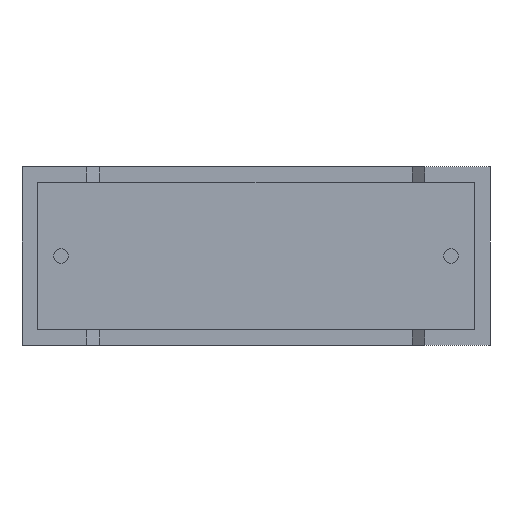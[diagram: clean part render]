
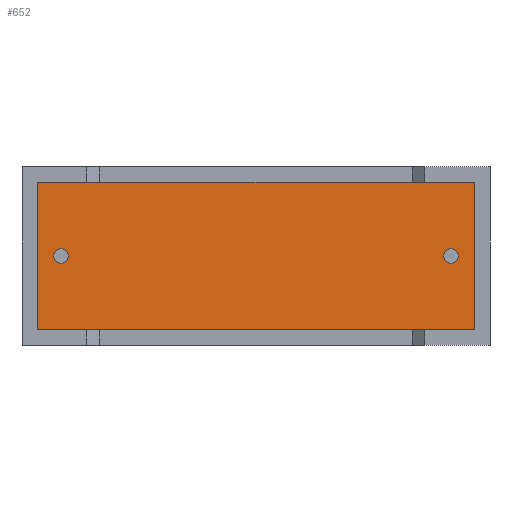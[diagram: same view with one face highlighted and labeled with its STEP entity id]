
A CAD part, front view. The second image highlights one B-rep face of the part: STEP entity #652.
In plain terms, the highlighted planar face has unit normal (0, -1, 0).
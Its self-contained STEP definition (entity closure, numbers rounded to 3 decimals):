
#44 = VERTEX_POINT ( 'NONE', #2756 ) ;
#73 = AXIS2_PLACEMENT_3D ( 'NONE', #584, #2193, #1506 ) ;
#99 = CARTESIAN_POINT ( 'NONE',  ( 26.1, 0.75, 0.9 ) ) ;
#149 = AXIS2_PLACEMENT_3D ( 'NONE', #2615, #2855, #719 ) ;
#261 = FACE_BOUND ( 'NONE', #2059, .T. ) ;
#282 = DIRECTION ( 'NONE',  ( 0., -1., 0. ) ) ;
#284 = VERTEX_POINT ( 'NONE', #99 ) ;
#315 = LINE ( 'NONE', #812, #2766 ) ;
#317 = VERTEX_POINT ( 'NONE', #2319 ) ;
#324 = CIRCLE ( 'NONE', #73, 0.425 ) ;
#330 = DIRECTION ( 'NONE',  ( -1., 0., 0. ) ) ;
#483 = CARTESIAN_POINT ( 'NONE',  ( 2.25, 0.75, 4.725 ) ) ;
#498 = DIRECTION ( 'NONE',  ( 0., 0., -1. ) ) ;
#528 = FACE_OUTER_BOUND ( 'NONE', #1037, .T. ) ;
#571 = CARTESIAN_POINT ( 'NONE',  ( 24.75, 0.75, 4.725 ) ) ;
#583 = DIRECTION ( 'NONE',  ( 0., 0., -1. ) ) ;
#584 = CARTESIAN_POINT ( 'NONE',  ( 2.25, 0.75, 5.15 ) ) ;
#625 = CARTESIAN_POINT ( 'NONE',  ( 26.1, 0.75, 0.9 ) ) ;
#652 = ADVANCED_FACE ( 'NONE', ( #261, #528, #1467 ), #1079, .T. ) ;
#719 = DIRECTION ( 'NONE',  ( 0., 0., -1. ) ) ;
#812 = CARTESIAN_POINT ( 'NONE',  ( 26.1, 0.75, 9.4 ) ) ;
#879 = ORIENTED_EDGE ( 'NONE', *, *, #1134, .T. ) ;
#953 = VERTEX_POINT ( 'NONE', #1926 ) ;
#959 = LINE ( 'NONE', #1893, #2315 ) ;
#1003 = LINE ( 'NONE', #1954, #1877 ) ;
#1037 = EDGE_LOOP ( 'NONE', ( #2654, #1177, #879, #1556 ) ) ;
#1048 = AXIS2_PLACEMENT_3D ( 'NONE', #2400, #1641, #2167 ) ;
#1074 = EDGE_CURVE ( 'NONE', #953, #1282, #324, .T. ) ;
#1079 = PLANE ( 'NONE',  #2974 ) ;
#1134 = EDGE_CURVE ( 'NONE', #284, #2794, #1568, .T. ) ;
#1177 = ORIENTED_EDGE ( 'NONE', *, *, #1682, .T. ) ;
#1228 = DIRECTION ( 'NONE',  ( 0., 0., -1. ) ) ;
#1232 = DIRECTION ( 'NONE',  ( 0., -1., 0. ) ) ;
#1282 = VERTEX_POINT ( 'NONE', #483 ) ;
#1446 = EDGE_CURVE ( 'NONE', #2794, #2397, #315, .T. ) ;
#1467 = FACE_BOUND ( 'NONE', #2583, .T. ) ;
#1506 = DIRECTION ( 'NONE',  ( 0., 0., -1. ) ) ;
#1548 = VECTOR ( 'NONE', #2042, 1000. ) ;
#1556 = ORIENTED_EDGE ( 'NONE', *, *, #1446, .T. ) ;
#1568 = LINE ( 'NONE', #625, #1548 ) ;
#1641 = DIRECTION ( 'NONE',  ( 0., -1., 0. ) ) ;
#1682 = EDGE_CURVE ( 'NONE', #317, #284, #959, .T. ) ;
#1686 = CARTESIAN_POINT ( 'NONE',  ( 0., 0.75, 0. ) ) ;
#1778 = CIRCLE ( 'NONE', #2728, 0.425 ) ;
#1877 = VECTOR ( 'NONE', #583, 1000. ) ;
#1893 = CARTESIAN_POINT ( 'NONE',  ( 0.9, 0.75, 0.9 ) ) ;
#1896 = CARTESIAN_POINT ( 'NONE',  ( 26.1, 0.75, 9.4 ) ) ;
#1926 = CARTESIAN_POINT ( 'NONE',  ( 2.25, 0.75, 5.575 ) ) ;
#1954 = CARTESIAN_POINT ( 'NONE',  ( 0.9, 0.75, 9.4 ) ) ;
#2042 = DIRECTION ( 'NONE',  ( 0., 0., 1. ) ) ;
#2059 = EDGE_LOOP ( 'NONE', ( #2818, #2926 ) ) ;
#2160 = ORIENTED_EDGE ( 'NONE', *, *, #2329, .F. ) ;
#2167 = DIRECTION ( 'NONE',  ( 0., 0., -1. ) ) ;
#2185 = CIRCLE ( 'NONE', #1048, 0.425 ) ;
#2193 = DIRECTION ( 'NONE',  ( 0., -1., 0. ) ) ;
#2203 = ORIENTED_EDGE ( 'NONE', *, *, #1074, .F. ) ;
#2315 = VECTOR ( 'NONE', #2849, 1000. ) ;
#2318 = EDGE_CURVE ( 'NONE', #2983, #44, #2822, .T. ) ;
#2319 = CARTESIAN_POINT ( 'NONE',  ( 0.9, 0.75, 0.9 ) ) ;
#2329 = EDGE_CURVE ( 'NONE', #1282, #953, #2185, .T. ) ;
#2338 = EDGE_CURVE ( 'NONE', #44, #2983, #1778, .T. ) ;
#2387 = CARTESIAN_POINT ( 'NONE',  ( 0.9, 0.75, 9.4 ) ) ;
#2397 = VERTEX_POINT ( 'NONE', #2387 ) ;
#2400 = CARTESIAN_POINT ( 'NONE',  ( 2.25, 0.75, 5.15 ) ) ;
#2508 = EDGE_CURVE ( 'NONE', #2397, #317, #1003, .T. ) ;
#2583 = EDGE_LOOP ( 'NONE', ( #2203, #2160 ) ) ;
#2615 = CARTESIAN_POINT ( 'NONE',  ( 24.75, 0.75, 5.15 ) ) ;
#2632 = CARTESIAN_POINT ( 'NONE',  ( 24.75, 0.75, 5.15 ) ) ;
#2654 = ORIENTED_EDGE ( 'NONE', *, *, #2508, .T. ) ;
#2728 = AXIS2_PLACEMENT_3D ( 'NONE', #2632, #1232, #498 ) ;
#2756 = CARTESIAN_POINT ( 'NONE',  ( 24.75, 0.75, 5.575 ) ) ;
#2766 = VECTOR ( 'NONE', #330, 1000. ) ;
#2794 = VERTEX_POINT ( 'NONE', #1896 ) ;
#2818 = ORIENTED_EDGE ( 'NONE', *, *, #2338, .F. ) ;
#2822 = CIRCLE ( 'NONE', #149, 0.425 ) ;
#2849 = DIRECTION ( 'NONE',  ( 1., 0., 0. ) ) ;
#2855 = DIRECTION ( 'NONE',  ( 0., -1., 0. ) ) ;
#2926 = ORIENTED_EDGE ( 'NONE', *, *, #2318, .F. ) ;
#2974 = AXIS2_PLACEMENT_3D ( 'NONE', #1686, #282, #1228 ) ;
#2983 = VERTEX_POINT ( 'NONE', #571 ) ;
